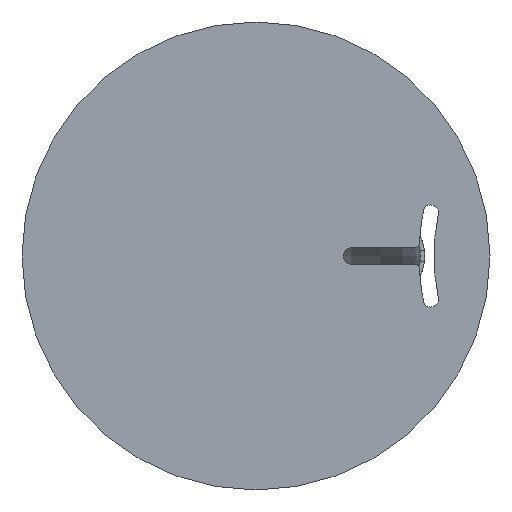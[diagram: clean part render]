
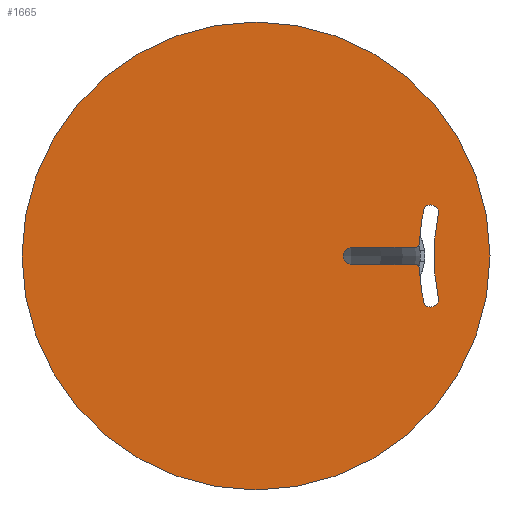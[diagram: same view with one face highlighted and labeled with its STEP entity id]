
A CAD part, front view. The second image highlights one B-rep face of the part: STEP entity #1665.
In plain terms, the highlighted planar face has unit normal (0, -1, 0).
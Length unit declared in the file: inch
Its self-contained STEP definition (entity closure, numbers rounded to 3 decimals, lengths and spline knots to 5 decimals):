
#68=FACE_BOUND('',#308,.T.);
#94=CIRCLE('',#1766,4.33071);
#95=CIRCLE('',#1767,4.33071);
#96=CIRCLE('',#1768,0.07874);
#97=CIRCLE('',#1769,4.21208);
#98=CIRCLE('',#1770,0.15748);
#99=CIRCLE('',#1771,3.93701);
#100=CIRCLE('',#1772,0.15748);
#101=CIRCLE('',#1773,4.21208);
#102=CIRCLE('',#1774,0.07874);
#103=CIRCLE('',#1775,0.15748);
#227=FACE_OUTER_BOUND('',#307,.T.);
#307=EDGE_LOOP('',(#1108,#1109));
#308=EDGE_LOOP('',(#1110,#1111,#1112,#1113,#1114,#1115,#1116,#1117,#1118,
#1119));
#412=LINE('',#2530,#536);
#416=LINE('',#2556,#540);
#536=VECTOR('',#1980,39.37008);
#540=VECTOR('',#2004,39.37008);
#660=VERTEX_POINT('',#2528);
#661=VERTEX_POINT('',#2529);
#664=VERTEX_POINT('',#2537);
#665=VERTEX_POINT('',#2538);
#666=VERTEX_POINT('',#2541);
#667=VERTEX_POINT('',#2543);
#668=VERTEX_POINT('',#2545);
#669=VERTEX_POINT('',#2547);
#670=VERTEX_POINT('',#2549);
#671=VERTEX_POINT('',#2551);
#672=VERTEX_POINT('',#2553);
#673=VERTEX_POINT('',#2555);
#841=EDGE_CURVE('',#660,#661,#412,.T.);
#845=EDGE_CURVE('',#664,#665,#94,.T.);
#846=EDGE_CURVE('',#665,#664,#95,.T.);
#847=EDGE_CURVE('',#661,#666,#96,.T.);
#848=EDGE_CURVE('',#666,#667,#97,.T.);
#849=EDGE_CURVE('',#667,#668,#98,.T.);
#850=EDGE_CURVE('',#668,#669,#99,.T.);
#851=EDGE_CURVE('',#669,#670,#100,.T.);
#852=EDGE_CURVE('',#670,#671,#101,.T.);
#853=EDGE_CURVE('',#671,#672,#102,.T.);
#854=EDGE_CURVE('',#672,#673,#416,.T.);
#855=EDGE_CURVE('',#673,#660,#103,.T.);
#1108=ORIENTED_EDGE('',*,*,#845,.F.);
#1109=ORIENTED_EDGE('',*,*,#846,.F.);
#1110=ORIENTED_EDGE('',*,*,#841,.T.);
#1111=ORIENTED_EDGE('',*,*,#847,.T.);
#1112=ORIENTED_EDGE('',*,*,#848,.T.);
#1113=ORIENTED_EDGE('',*,*,#849,.T.);
#1114=ORIENTED_EDGE('',*,*,#850,.T.);
#1115=ORIENTED_EDGE('',*,*,#851,.T.);
#1116=ORIENTED_EDGE('',*,*,#852,.T.);
#1117=ORIENTED_EDGE('',*,*,#853,.T.);
#1118=ORIENTED_EDGE('',*,*,#854,.T.);
#1119=ORIENTED_EDGE('',*,*,#855,.T.);
#1631=PLANE('',#1765);
#1665=ADVANCED_FACE('',(#227,#68),#1631,.F.);
#1765=AXIS2_PLACEMENT_3D('',#2536,#1984,#1985);
#1766=AXIS2_PLACEMENT_3D('',#2539,#1986,#1987);
#1767=AXIS2_PLACEMENT_3D('',#2540,#1988,#1989);
#1768=AXIS2_PLACEMENT_3D('',#2542,#1990,#1991);
#1769=AXIS2_PLACEMENT_3D('',#2544,#1992,#1993);
#1770=AXIS2_PLACEMENT_3D('',#2546,#1994,#1995);
#1771=AXIS2_PLACEMENT_3D('',#2548,#1996,#1997);
#1772=AXIS2_PLACEMENT_3D('',#2550,#1998,#1999);
#1773=AXIS2_PLACEMENT_3D('',#2552,#2000,#2001);
#1774=AXIS2_PLACEMENT_3D('',#2554,#2002,#2003);
#1775=AXIS2_PLACEMENT_3D('',#2557,#2005,#2006);
#1980=DIRECTION('',(1.,0.,0.));
#1984=DIRECTION('center_axis',(0.,1.,0.));
#1985=DIRECTION('ref_axis',(0.,0.,
-1.));
#1986=DIRECTION('center_axis',(0.,1.,0.));
#1987=DIRECTION('ref_axis',(0.,0.,
-1.));
#1988=DIRECTION('center_axis',(0.,1.,0.));
#1989=DIRECTION('ref_axis',(0.,0.,
-1.));
#1990=DIRECTION('center_axis',(0.,-1.,0.));
#1991=DIRECTION('ref_axis',(0.,0.,
-1.));
#1992=DIRECTION('center_axis',(0.,1.,0.));
#1993=DIRECTION('ref_axis',(0.,0.,
-1.));
#1994=DIRECTION('center_axis',(0.,1.,0.));
#1995=DIRECTION('ref_axis',(0.,0.,
-1.));
#1996=DIRECTION('center_axis',(0.,-1.,0.));
#1997=DIRECTION('ref_axis',(0.,0.,
-1.));
#1998=DIRECTION('center_axis',(0.,1.,0.));
#1999=DIRECTION('ref_axis',(0.,0.,
-1.));
#2000=DIRECTION('center_axis',(0.,1.,0.));
#2001=DIRECTION('ref_axis',(0.,0.,
-1.));
#2002=DIRECTION('center_axis',(0.,-1.,0.));
#2003=DIRECTION('ref_axis',(0.,0.,
-1.));
#2004=DIRECTION('',(-1.,0.,0.));
#2005=DIRECTION('center_axis',(0.,1.,0.));
#2006=DIRECTION('ref_axis',(0.,0.,
-1.));
#2528=CARTESIAN_POINT('',(2.47121,-6.27797,10.00969));
#2529=CARTESIAN_POINT('',(3.64458,-6.27797,10.00969));
#2530=CARTESIAN_POINT('',(0.69956,-6.27797,10.00969));
#2536=CARTESIAN_POINT('Origin',(0.69956,-6.27797,9.85221));
#2537=CARTESIAN_POINT('',(0.69956,-6.27797,14.18292));
#2538=CARTESIAN_POINT('',(0.69956,-6.27797,5.5215));
#2539=CARTESIAN_POINT('Origin',(0.69956,-6.27797,9.85221));
#2540=CARTESIAN_POINT('Origin',(0.69956,-6.27797,9.85221));
#2541=CARTESIAN_POINT('',(3.7232,-6.27797,10.08409));
#2542=CARTESIAN_POINT('Origin',(3.64458,-6.27797,10.08843));
#2543=CARTESIAN_POINT('',(3.81362,-6.27797,10.75007));
#2544=CARTESIAN_POINT('Origin',(7.9289,-6.27797,9.85221));
#2545=CARTESIAN_POINT('',(4.07906,-6.27797,10.67611));
#2546=CARTESIAN_POINT('Origin',(3.92587,-6.27797,10.63961));
#2547=CARTESIAN_POINT('',(4.07906,-6.27797,9.02831));
#2548=CARTESIAN_POINT('Origin',(7.9289,-6.27797,9.85221));
#2549=CARTESIAN_POINT('',(3.81362,-6.27797,8.95435));
#2550=CARTESIAN_POINT('Origin',(3.92587,-6.27797,9.06481));
#2551=CARTESIAN_POINT('',(3.7232,-6.27797,9.62032));
#2552=CARTESIAN_POINT('Origin',(7.9289,-6.27797,9.85221));
#2553=CARTESIAN_POINT('',(3.64458,-6.27797,9.69473));
#2554=CARTESIAN_POINT('Origin',(3.64458,-6.27797,9.61599));
#2555=CARTESIAN_POINT('',(2.47121,-6.27797,9.69473));
#2556=CARTESIAN_POINT('',(0.69956,-6.27797,9.69473));
#2557=CARTESIAN_POINT('Origin',(2.47121,-6.27797,9.85221));
